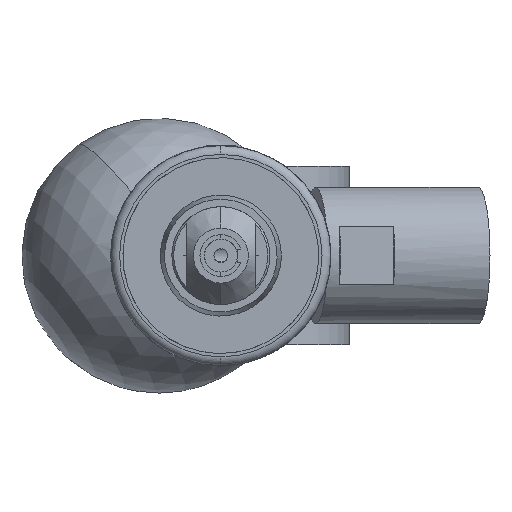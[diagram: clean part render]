
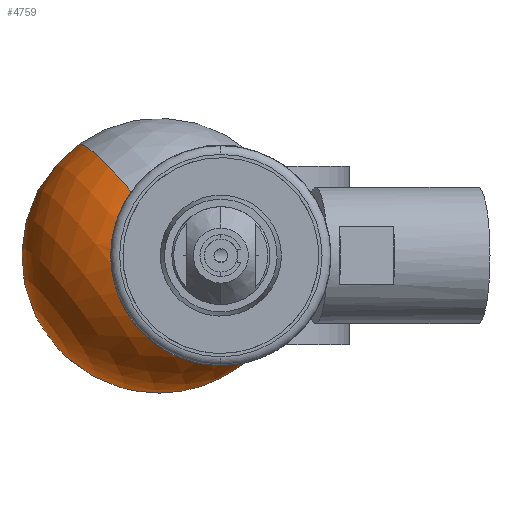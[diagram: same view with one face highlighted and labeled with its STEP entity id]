
A CAD part, left-side view. The second image highlights one B-rep face of the part: STEP entity #4759.
In plain terms, the highlighted spherical face has radius 15.875 mm.
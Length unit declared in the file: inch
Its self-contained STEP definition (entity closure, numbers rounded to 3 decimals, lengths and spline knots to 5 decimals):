
#425 = CARTESIAN_POINT ( 'NONE',  ( 6.6125, 0.04597, -0.20274 ) ) ;
#2166 = CARTESIAN_POINT ( 'NONE',  ( 7.15539, 0.28004, 0. ) ) ;
#2426 = CARTESIAN_POINT ( 'NONE',  ( 6.55791, 0.39068, -0.14627 ) ) ;
#3115 = DIRECTION ( 'NONE',  ( 0.127, -0.801, 0.585 ) ) ;
#3127 = EDGE_CURVE ( 'NONE', #11293, #4661, #10141, .T. ) ;
#3506 = CIRCLE ( 'NONE', #5080, 0.625 ) ;
#3518 = ORIENTED_EDGE ( 'NONE', *, *, #10948, .T. ) ;
#3615 = DIRECTION ( 'NONE',  ( 0.127, -0.801, 0.585 ) ) ;
#3664 = DIRECTION ( 'NONE',  ( 0.988, 0.156, 0. ) ) ;
#4661 = VERTEX_POINT ( 'NONE', #425 ) ;
#4745 = VERTEX_POINT ( 'NONE', #14289 ) ;
#4759 = ADVANCED_FACE ( 'NONE', ( #10800 ), #12009, .T. ) ;
#4882 = CARTESIAN_POINT ( 'NONE',  ( 6.58962, 0.19044, 0. ) ) ;
#5060 = AXIS2_PLACEMENT_3D ( 'NONE', #15560, #3115, #11846 ) ;
#5080 = AXIS2_PLACEMENT_3D ( 'NONE', #2166, #14564, #9463 ) ;
#5235 = EDGE_CURVE ( 'NONE', #11293, #4745, #3506, .T. ) ;
#6383 = CARTESIAN_POINT ( 'NONE',  ( 7.15539, 0.28004, 0. ) ) ;
#6598 = VERTEX_POINT ( 'NONE', #2426 ) ;
#6977 = AXIS2_PLACEMENT_3D ( 'NONE', #4882, #3664, #8842 ) ;
#7239 = CIRCLE ( 'NONE', #6977, 0.25 ) ;
#8217 = ORIENTED_EDGE ( 'NONE', *, *, #5235, .F. ) ;
#8536 = CARTESIAN_POINT ( 'NONE',  ( 7.7727, 0.37782, 0. ) ) ;
#8657 = DIRECTION ( 'NONE',  ( 0., 0.59, 0.808 ) ) ;
#8712 = DIRECTION ( 'NONE',  ( 0.988, 0.156, 0. ) ) ;
#8842 = DIRECTION ( 'NONE',  ( 0.127, -0.801, 0.585 ) ) ;
#8851 = EDGE_LOOP ( 'NONE', ( #8217, #11918, #3518, #13541 ) ) ;
#9463 = DIRECTION ( 'NONE',  ( 0., -0.59, -0.808 ) ) ;
#9532 = AXIS2_PLACEMENT_3D ( 'NONE', #10966, #8712, #3615 ) ;
#10141 = CIRCLE ( 'NONE', #11648, 0.625 ) ;
#10800 = FACE_OUTER_BOUND ( 'NONE', #8851, .T. ) ;
#10948 = EDGE_CURVE ( 'NONE', #4661, #6598, #14431, .T. ) ;
#10966 = CARTESIAN_POINT ( 'NONE',  ( 6.58962, 0.19044, 0. ) ) ;
#10993 = DIRECTION ( 'NONE',  ( -0.127, 0.801, -0.585 ) ) ;
#11293 = VERTEX_POINT ( 'NONE', #8536 ) ;
#11648 = AXIS2_PLACEMENT_3D ( 'NONE', #6383, #10993, #8657 ) ;
#11846 = DIRECTION ( 'NONE',  ( 0.092, -0.578, -0.811 ) ) ;
#11918 = ORIENTED_EDGE ( 'NONE', *, *, #3127, .T. ) ;
#12009 = SPHERICAL_SURFACE ( 'NONE', #5060, 0.625 ) ;
#12804 = EDGE_CURVE ( 'NONE', #6598, #4745, #7239, .T. ) ;
#13541 = ORIENTED_EDGE ( 'NONE', *, *, #12804, .T. ) ;
#14289 = CARTESIAN_POINT ( 'NONE',  ( 6.56674, 0.3349, 0.20274 ) ) ;
#14431 = CIRCLE ( 'NONE', #9532, 0.25 ) ;
#14564 = DIRECTION ( 'NONE',  ( 0.127, -0.801, 0.585 ) ) ;
#15560 = CARTESIAN_POINT ( 'NONE',  ( 7.15539, 0.28004, 0. ) ) ;
